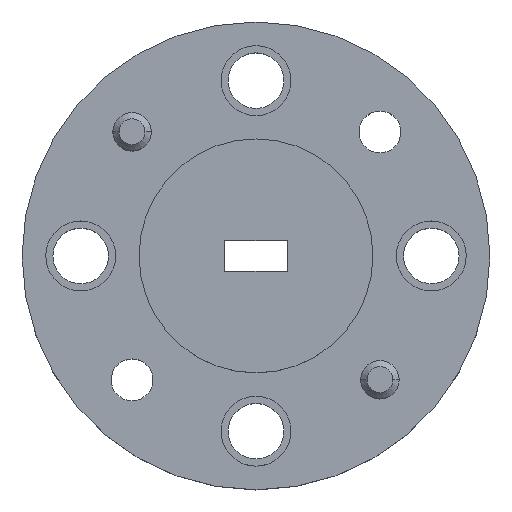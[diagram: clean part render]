
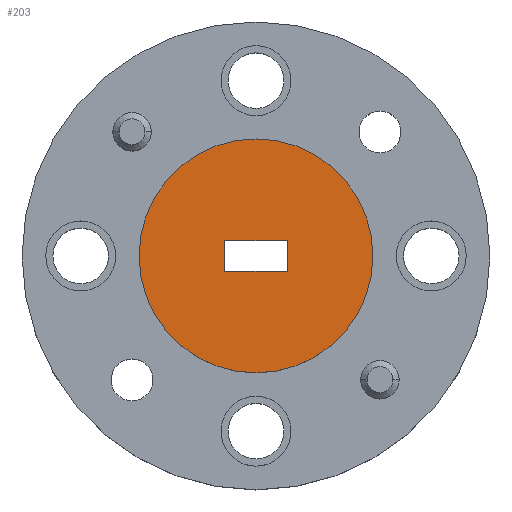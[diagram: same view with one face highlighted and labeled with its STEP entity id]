
A CAD part, top view. The second image highlights one B-rep face of the part: STEP entity #203.
In plain terms, the highlighted planar face has unit normal (0, 0, 1).
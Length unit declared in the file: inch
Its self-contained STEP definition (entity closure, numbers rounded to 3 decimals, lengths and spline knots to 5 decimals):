
#75 = EDGE_CURVE ( 'NONE', #687, #2300, #1031, .T. ) ;
#110 = CIRCLE ( 'NONE', #1317, 0.1875 ) ;
#170 = ORIENTED_EDGE ( 'NONE', *, *, #629, .T. ) ;
#203 = ADVANCED_FACE ( 'NONE', ( #1107, #2032 ), #1661, .T. ) ;
#270 = VECTOR ( 'NONE', #611, 39.37008 ) ;
#285 = CARTESIAN_POINT ( 'NONE',  ( 0.05, -0.025, 0.037 ) ) ;
#349 = EDGE_CURVE ( 'NONE', #1617, #687, #1734, .T. ) ;
#534 = DIRECTION ( 'NONE',  ( 1., 0., 0. ) ) ;
#611 = DIRECTION ( 'NONE',  ( -1., 0., 0. ) ) ;
#629 = EDGE_CURVE ( 'NONE', #1682, #896, #110, .T. ) ;
#659 = LINE ( 'NONE', #285, #2302 ) ;
#675 = AXIS2_PLACEMENT_3D ( 'NONE', #1304, #1883, #534 ) ;
#678 = EDGE_CURVE ( 'NONE', #896, #1682, #1155, .T. ) ;
#687 = VERTEX_POINT ( 'NONE', #1673 ) ;
#691 = ORIENTED_EDGE ( 'NONE', *, *, #349, .F. ) ;
#709 = EDGE_CURVE ( 'NONE', #1323, #1617, #1439, .T. ) ;
#781 = AXIS2_PLACEMENT_3D ( 'NONE', #1085, #880, #2437 ) ;
#880 = DIRECTION ( 'NONE',  ( 0., 0., 1. ) ) ;
#896 = VERTEX_POINT ( 'NONE', #1051 ) ;
#913 = DIRECTION ( 'NONE',  ( 0., 0., 1. ) ) ;
#950 = ORIENTED_EDGE ( 'NONE', *, *, #709, .F. ) ;
#988 = ORIENTED_EDGE ( 'NONE', *, *, #1361, .F. ) ;
#1031 = LINE ( 'NONE', #2217, #1173 ) ;
#1051 = CARTESIAN_POINT ( 'NONE',  ( -0.1875, 0., 0.037 ) ) ;
#1085 = CARTESIAN_POINT ( 'NONE',  ( 0., 0., 0.037 ) ) ;
#1107 = FACE_BOUND ( 'NONE', #2494, .T. ) ;
#1155 = CIRCLE ( 'NONE', #781, 0.1875 ) ;
#1173 = VECTOR ( 'NONE', #1219, 39.37008 ) ;
#1182 = EDGE_LOOP ( 'NONE', ( #2108, #170 ) ) ;
#1219 = DIRECTION ( 'NONE',  ( 1., 0., 0. ) ) ;
#1304 = CARTESIAN_POINT ( 'NONE',  ( 0., 0., 0.037 ) ) ;
#1317 = AXIS2_PLACEMENT_3D ( 'NONE', #2243, #913, #2063 ) ;
#1323 = VERTEX_POINT ( 'NONE', #1811 ) ;
#1346 = CARTESIAN_POINT ( 'NONE',  ( -0.05, 0.025, 0.037 ) ) ;
#1361 = EDGE_CURVE ( 'NONE', #2300, #1323, #659, .T. ) ;
#1410 = DIRECTION ( 'NONE',  ( 0., 1., 0. ) ) ;
#1439 = LINE ( 'NONE', #2359, #270 ) ;
#1485 = ORIENTED_EDGE ( 'NONE', *, *, #75, .F. ) ;
#1617 = VERTEX_POINT ( 'NONE', #1346 ) ;
#1661 = PLANE ( 'NONE',  #675 ) ;
#1673 = CARTESIAN_POINT ( 'NONE',  ( -0.05, -0.025, 0.037 ) ) ;
#1682 = VERTEX_POINT ( 'NONE', #1953 ) ;
#1734 = LINE ( 'NONE', #2306, #2308 ) ;
#1811 = CARTESIAN_POINT ( 'NONE',  ( 0.05, 0.025, 0.037 ) ) ;
#1819 = CARTESIAN_POINT ( 'NONE',  ( 0.05, -0.025, 0.037 ) ) ;
#1883 = DIRECTION ( 'NONE',  ( 0., 0., 1. ) ) ;
#1951 = DIRECTION ( 'NONE',  ( 0., -1., 0. ) ) ;
#1953 = CARTESIAN_POINT ( 'NONE',  ( 0.1875, 0., 0.037 ) ) ;
#2032 = FACE_OUTER_BOUND ( 'NONE', #1182, .T. ) ;
#2063 = DIRECTION ( 'NONE',  ( 1., 0., 0. ) ) ;
#2108 = ORIENTED_EDGE ( 'NONE', *, *, #678, .T. ) ;
#2217 = CARTESIAN_POINT ( 'NONE',  ( -0.05, -0.025, 0.037 ) ) ;
#2243 = CARTESIAN_POINT ( 'NONE',  ( 0., 0., 0.037 ) ) ;
#2300 = VERTEX_POINT ( 'NONE', #1819 ) ;
#2302 = VECTOR ( 'NONE', #1410, 39.37008 ) ;
#2306 = CARTESIAN_POINT ( 'NONE',  ( -0.05, -0.025, 0.037 ) ) ;
#2308 = VECTOR ( 'NONE', #1951, 39.37008 ) ;
#2359 = CARTESIAN_POINT ( 'NONE',  ( -0.05, 0.025, 0.037 ) ) ;
#2437 = DIRECTION ( 'NONE',  ( 1., 0., 0. ) ) ;
#2494 = EDGE_LOOP ( 'NONE', ( #988, #1485, #691, #950 ) ) ;
